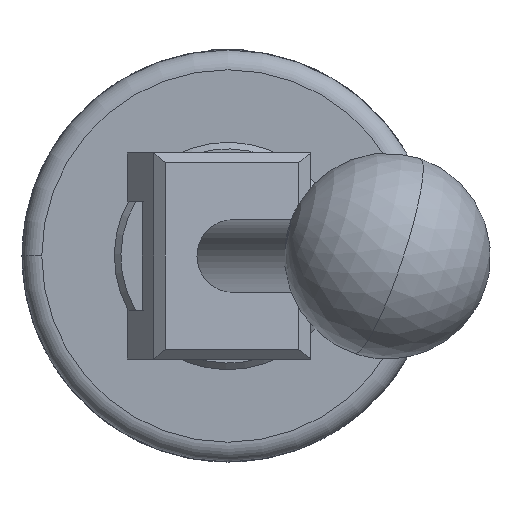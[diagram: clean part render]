
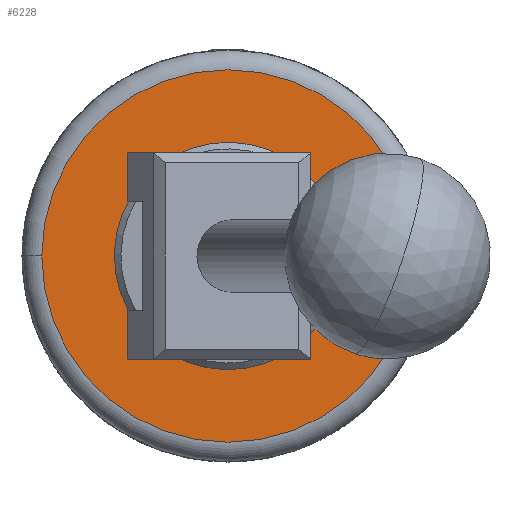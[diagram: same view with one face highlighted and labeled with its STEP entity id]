
A CAD part, front view. The second image highlights one B-rep face of the part: STEP entity #6228.
In plain terms, the highlighted planar face has unit normal (0, -1, 0).
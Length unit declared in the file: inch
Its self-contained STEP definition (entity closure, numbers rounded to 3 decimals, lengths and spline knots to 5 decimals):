
#81 = EDGE_CURVE ( 'NONE', #12081, #2303, #3326, .T. ) ;
#375 = CARTESIAN_POINT ( 'NONE',  ( 0., 0., 0. ) ) ;
#495 = AXIS2_PLACEMENT_3D ( 'NONE', #9622, #8553, #11855 ) ;
#1309 = DIRECTION ( 'NONE',  ( 0., -1., 0. ) ) ;
#1970 = ORIENTED_EDGE ( 'NONE', *, *, #4496, .T. ) ;
#2048 = VERTEX_POINT ( 'NONE', #11594 ) ;
#2052 = EDGE_LOOP ( 'NONE', ( #1970, #13537 ) ) ;
#2230 = CARTESIAN_POINT ( 'NONE',  ( 0., 0., 0. ) ) ;
#2303 = VERTEX_POINT ( 'NONE', #11476 ) ;
#2789 = AXIS2_PLACEMENT_3D ( 'NONE', #11533, #3881, #4907 ) ;
#3326 = CIRCLE ( 'NONE', #10946, 1.13 ) ;
#3466 = AXIS2_PLACEMENT_3D ( 'NONE', #11224, #1309, #4590 ) ;
#3692 = FACE_BOUND ( 'NONE', #5004, .T. ) ;
#3756 = CARTESIAN_POINT ( 'NONE',  ( -1.13, 0., 0. ) ) ;
#3881 = DIRECTION ( 'NONE',  ( 0., -1., 0. ) ) ;
#4496 = EDGE_CURVE ( 'NONE', #2303, #12081, #10402, .T. ) ;
#4590 = DIRECTION ( 'NONE',  ( 1., 0., 0. ) ) ;
#4809 = DIRECTION ( 'NONE',  ( 0., -1., 0. ) ) ;
#4907 = DIRECTION ( 'NONE',  ( 1., 0., 0. ) ) ;
#5004 = EDGE_LOOP ( 'NONE', ( #7615, #13596 ) ) ;
#5295 = EDGE_CURVE ( 'NONE', #2048, #14071, #7184, .T. ) ;
#6228 = ADVANCED_FACE ( 'NONE', ( #9187, #3692 ), #10424, .T. ) ;
#7184 = CIRCLE ( 'NONE', #3466, 0.348 ) ;
#7615 = ORIENTED_EDGE ( 'NONE', *, *, #10663, .F. ) ;
#7622 = DIRECTION ( 'NONE',  ( 1., 0., 0. ) ) ;
#7754 = DIRECTION ( 'NONE',  ( 0., -1., 0. ) ) ;
#7978 = DIRECTION ( 'NONE',  ( 1., 0., 0. ) ) ;
#8553 = DIRECTION ( 'NONE',  ( 0., -1., 0. ) ) ;
#8642 = AXIS2_PLACEMENT_3D ( 'NONE', #2230, #7754, #7978 ) ;
#9187 = FACE_OUTER_BOUND ( 'NONE', #2052, .T. ) ;
#9622 = CARTESIAN_POINT ( 'NONE',  ( 0., 0., -0.348 ) ) ;
#10402 = CIRCLE ( 'NONE', #2789, 1.13 ) ;
#10424 = PLANE ( 'NONE',  #495 ) ;
#10663 = EDGE_CURVE ( 'NONE', #14071, #2048, #10939, .T. ) ;
#10939 = CIRCLE ( 'NONE', #8642, 0.348 ) ;
#10946 = AXIS2_PLACEMENT_3D ( 'NONE', #375, #4809, #7622 ) ;
#11224 = CARTESIAN_POINT ( 'NONE',  ( 0., 0., 0. ) ) ;
#11476 = CARTESIAN_POINT ( 'NONE',  ( 1.13, 0., 0. ) ) ;
#11533 = CARTESIAN_POINT ( 'NONE',  ( 0., 0., 0. ) ) ;
#11594 = CARTESIAN_POINT ( 'NONE',  ( -0.348, 0., 0. ) ) ;
#11855 = DIRECTION ( 'NONE',  ( 1., 0., 0. ) ) ;
#12081 = VERTEX_POINT ( 'NONE', #3756 ) ;
#13345 = CARTESIAN_POINT ( 'NONE',  ( 0.348, 0., 0. ) ) ;
#13537 = ORIENTED_EDGE ( 'NONE', *, *, #81, .T. ) ;
#13596 = ORIENTED_EDGE ( 'NONE', *, *, #5295, .F. ) ;
#14071 = VERTEX_POINT ( 'NONE', #13345 ) ;
